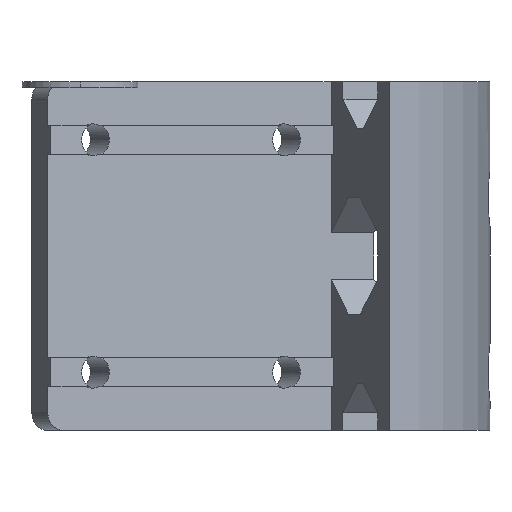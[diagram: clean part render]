
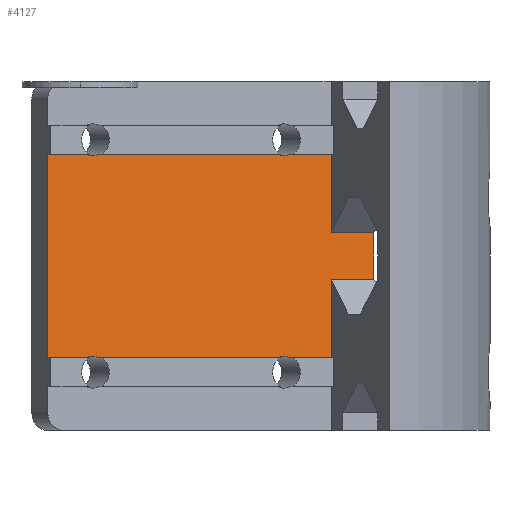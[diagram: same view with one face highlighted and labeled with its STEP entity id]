
A CAD part, left-side view. The second image highlights one B-rep face of the part: STEP entity #4127.
In plain terms, the highlighted planar face has unit normal (-0.866, -0.5, 0).
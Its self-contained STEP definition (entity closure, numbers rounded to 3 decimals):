
#17 = PLANE ( 'NONE',  #4208 ) ;
#81 = EDGE_CURVE ( 'NONE', #5106, #98, #6559, .T. ) ;
#98 = VERTEX_POINT ( 'NONE', #6178 ) ;
#133 = CARTESIAN_POINT ( 'NONE',  ( -38.289, 23.394, -47.5 ) ) ;
#158 = DIRECTION ( 'NONE',  ( 0.5, -0.866, 0. ) ) ;
#173 = DIRECTION ( 'NONE',  ( 0., 0., -1. ) ) ;
#261 = CARTESIAN_POINT ( 'NONE',  ( -20.435, -7.53, -12.5 ) ) ;
#348 = LINE ( 'NONE', #4596, #5345 ) ;
#512 = EDGE_CURVE ( 'NONE', #6080, #5328, #5078, .T. ) ;
#594 = VERTEX_POINT ( 'NONE', #901 ) ;
#647 = DIRECTION ( 'NONE',  ( -0.866, -0.5, 0. ) ) ;
#678 = ORIENTED_EDGE ( 'NONE', *, *, #8061, .F. ) ;
#742 = CIRCLE ( 'NONE', #1926, 2.75 ) ;
#827 = CARTESIAN_POINT ( 'NONE',  ( -20.435, -7.53, -12.5 ) ) ;
#841 = CARTESIAN_POINT ( 'NONE',  ( -15.156, -16.673, -34. ) ) ;
#859 = DIRECTION ( 'NONE',  ( -0.5, 0.866, 0. ) ) ;
#901 = CARTESIAN_POINT ( 'NONE',  ( -20.435, -7.53, -47.5 ) ) ;
#1004 = CARTESIAN_POINT ( 'NONE',  ( -10.926, -24., -60. ) ) ;
#1042 = CARTESIAN_POINT ( 'NONE',  ( -43.302, 32.077, -34. ) ) ;
#1215 = VECTOR ( 'NONE', #2813, 1000. ) ;
#1279 = VERTEX_POINT ( 'NONE', #2147 ) ;
#1415 = VECTOR ( 'NONE', #5314, 1000. ) ;
#1460 = ORIENTED_EDGE ( 'NONE', *, *, #1954, .F. ) ;
#1461 = VERTEX_POINT ( 'NONE', #5439 ) ;
#1625 = DIRECTION ( 'NONE',  ( 0., 0., 1. ) ) ;
#1732 = VECTOR ( 'NONE', #2534, 1000. ) ;
#1909 = EDGE_CURVE ( 'NONE', #98, #2529, #6916, .T. ) ;
#1926 = AXIS2_PLACEMENT_3D ( 'NONE', #3740, #8119, #4375 ) ;
#1954 = EDGE_CURVE ( 'NONE', #5229, #6080, #4857, .T. ) ;
#2041 = VERTEX_POINT ( 'NONE', #5211 ) ;
#2059 = VERTEX_POINT ( 'NONE', #827 ) ;
#2074 = CARTESIAN_POINT ( 'NONE',  ( -38.862, 24.387, -10. ) ) ;
#2147 = CARTESIAN_POINT ( 'NONE',  ( -10.926, -24., -34. ) ) ;
#2311 = DIRECTION ( 'NONE',  ( -0.866, -0.5, 0. ) ) ;
#2360 = LINE ( 'NONE', #261, #5687 ) ;
#2381 = VERTEX_POINT ( 'NONE', #841 ) ;
#2502 = VECTOR ( 'NONE', #2845, 1000. ) ;
#2504 = ORIENTED_EDGE ( 'NONE', *, *, #3910, .F. ) ;
#2529 = VERTEX_POINT ( 'NONE', #7064 ) ;
#2534 = DIRECTION ( 'NONE',  ( 0.5, -0.866, 0. ) ) ;
#2573 = AXIS2_PLACEMENT_3D ( 'NONE', #6070, #2311, #6697 ) ;
#2648 = EDGE_CURVE ( 'NONE', #594, #4219, #7891, .T. ) ;
#2703 = DIRECTION ( 'NONE',  ( 0.5, -0.866, 0. ) ) ;
#2813 = DIRECTION ( 'NONE',  ( 0., 0., -1. ) ) ;
#2845 = DIRECTION ( 'NONE',  ( -0.5, 0.866, 0. ) ) ;
#2879 = LINE ( 'NONE', #5952, #1215 ) ;
#2916 = DIRECTION ( 'NONE',  ( 0.5, -0.866, 0. ) ) ;
#3019 = VECTOR ( 'NONE', #4956, 1000. ) ;
#3110 = DIRECTION ( 'NONE',  ( 0., 0., -1. ) ) ;
#3152 = ORIENTED_EDGE ( 'NONE', *, *, #3286, .T. ) ;
#3286 = EDGE_CURVE ( 'NONE', #1279, #1461, #7213, .T. ) ;
#3337 = EDGE_CURVE ( 'NONE', #4219, #4635, #5155, .T. ) ;
#3458 = VERTEX_POINT ( 'NONE', #8081 ) ;
#3555 = ORIENTED_EDGE ( 'NONE', *, *, #1909, .F. ) ;
#3688 = LINE ( 'NONE', #4545, #3884 ) ;
#3740 = CARTESIAN_POINT ( 'NONE',  ( -19.862, -8.522, -50. ) ) ;
#3741 = CARTESIAN_POINT ( 'NONE',  ( -15.156, -16.673, -60. ) ) ;
#3792 = EDGE_CURVE ( 'NONE', #1461, #2529, #348, .T. ) ;
#3884 = VECTOR ( 'NONE', #173, 1000. ) ;
#3906 = DIRECTION ( 'NONE',  ( -0.866, -0.5, 0. ) ) ;
#3910 = EDGE_CURVE ( 'NONE', #2381, #2041, #2879, .T. ) ;
#3954 = ORIENTED_EDGE ( 'NONE', *, *, #5962, .F. ) ;
#4032 = EDGE_LOOP ( 'NONE', ( #7525, #3954, #5680, #1460, #5442, #5119, #4406, #7992, #678, #6685, #2504, #7176, #3152, #5473, #3555, #5302 ) ) ;
#4047 = LINE ( 'NONE', #1042, #7182 ) ;
#4076 = DIRECTION ( 'NONE',  ( -0.5, 0.866, 0. ) ) ;
#4127 = ADVANCED_FACE ( 'NONE', ( #7585 ), #17, .T. ) ;
#4142 = CARTESIAN_POINT ( 'NONE',  ( -39.435, 25.379, -12.5 ) ) ;
#4177 = LINE ( 'NONE', #7243, #2502 ) ;
#4208 = AXIS2_PLACEMENT_3D ( 'NONE', #4396, #647, #5034 ) ;
#4219 = VERTEX_POINT ( 'NONE', #133 ) ;
#4375 = DIRECTION ( 'NONE',  ( 0.5, -0.866, 0. ) ) ;
#4396 = CARTESIAN_POINT ( 'NONE',  ( -43.302, 32.077, -60. ) ) ;
#4406 = ORIENTED_EDGE ( 'NONE', *, *, #3337, .F. ) ;
#4545 = CARTESIAN_POINT ( 'NONE',  ( -43.302, 32.077, -60. ) ) ;
#4596 = CARTESIAN_POINT ( 'NONE',  ( -43.302, 32.077, -26. ) ) ;
#4604 = DIRECTION ( 'NONE',  ( 0.5, -0.866, 0. ) ) ;
#4635 = VERTEX_POINT ( 'NONE', #5620 ) ;
#4857 = LINE ( 'NONE', #5665, #1732 ) ;
#4956 = DIRECTION ( 'NONE',  ( 0.5, -0.866, 0. ) ) ;
#5012 = LINE ( 'NONE', #5941, #6494 ) ;
#5034 = DIRECTION ( 'NONE',  ( 0.5, -0.866, 0. ) ) ;
#5065 = EDGE_CURVE ( 'NONE', #2381, #1279, #4047, .T. ) ;
#5078 = CIRCLE ( 'NONE', #6555, 2.75 ) ;
#5106 = VERTEX_POINT ( 'NONE', #5474 ) ;
#5119 = ORIENTED_EDGE ( 'NONE', *, *, #7801, .F. ) ;
#5155 = CIRCLE ( 'NONE', #2573, 2.75 ) ;
#5211 = CARTESIAN_POINT ( 'NONE',  ( -15.156, -16.673, -47.5 ) ) ;
#5229 = VERTEX_POINT ( 'NONE', #6341 ) ;
#5278 = EDGE_CURVE ( 'NONE', #2059, #5106, #7470, .T. ) ;
#5302 = ORIENTED_EDGE ( 'NONE', *, *, #81, .F. ) ;
#5314 = DIRECTION ( 'NONE',  ( -0.5, 0.866, 0. ) ) ;
#5328 = VERTEX_POINT ( 'NONE', #5864 ) ;
#5345 = VECTOR ( 'NONE', #859, 1000. ) ;
#5381 = EDGE_CURVE ( 'NONE', #2041, #3458, #5012, .T. ) ;
#5439 = CARTESIAN_POINT ( 'NONE',  ( -10.926, -24., -26. ) ) ;
#5442 = ORIENTED_EDGE ( 'NONE', *, *, #7634, .T. ) ;
#5473 = ORIENTED_EDGE ( 'NONE', *, *, #3792, .T. ) ;
#5474 = CARTESIAN_POINT ( 'NONE',  ( -19.289, -9.514, -12.5 ) ) ;
#5547 = VECTOR ( 'NONE', #1625, 1000. ) ;
#5620 = CARTESIAN_POINT ( 'NONE',  ( -39.435, 25.379, -47.5 ) ) ;
#5665 = CARTESIAN_POINT ( 'NONE',  ( -39.435, 25.379, -12.5 ) ) ;
#5680 = ORIENTED_EDGE ( 'NONE', *, *, #512, .F. ) ;
#5687 = VECTOR ( 'NONE', #4604, 1000. ) ;
#5864 = CARTESIAN_POINT ( 'NONE',  ( -38.289, 23.394, -12.5 ) ) ;
#5941 = CARTESIAN_POINT ( 'NONE',  ( -15.156, -16.673, -47.5 ) ) ;
#5952 = CARTESIAN_POINT ( 'NONE',  ( -15.156, -16.673, -60. ) ) ;
#5962 = EDGE_CURVE ( 'NONE', #5328, #2059, #2360, .T. ) ;
#6070 = CARTESIAN_POINT ( 'NONE',  ( -38.862, 24.387, -50. ) ) ;
#6080 = VERTEX_POINT ( 'NONE', #4142 ) ;
#6178 = CARTESIAN_POINT ( 'NONE',  ( -15.156, -16.673, -12.5 ) ) ;
#6341 = CARTESIAN_POINT ( 'NONE',  ( -43.302, 32.077, -12.5 ) ) ;
#6464 = DIRECTION ( 'NONE',  ( -0.866, -0.5, 0. ) ) ;
#6489 = VERTEX_POINT ( 'NONE', #7497 ) ;
#6494 = VECTOR ( 'NONE', #4076, 1000. ) ;
#6555 = AXIS2_PLACEMENT_3D ( 'NONE', #2074, #6464, #2703 ) ;
#6559 = LINE ( 'NONE', #7440, #3019 ) ;
#6571 = CARTESIAN_POINT ( 'NONE',  ( -20.435, -7.53, -47.5 ) ) ;
#6685 = ORIENTED_EDGE ( 'NONE', *, *, #5381, .F. ) ;
#6697 = DIRECTION ( 'NONE',  ( 0.5, -0.866, 0. ) ) ;
#6916 = LINE ( 'NONE', #3741, #7122 ) ;
#7064 = CARTESIAN_POINT ( 'NONE',  ( -15.156, -16.673, -26. ) ) ;
#7122 = VECTOR ( 'NONE', #3110, 1000. ) ;
#7176 = ORIENTED_EDGE ( 'NONE', *, *, #5065, .T. ) ;
#7182 = VECTOR ( 'NONE', #2916, 1000. ) ;
#7213 = LINE ( 'NONE', #1004, #5547 ) ;
#7243 = CARTESIAN_POINT ( 'NONE',  ( -39.435, 25.379, -47.5 ) ) ;
#7371 = AXIS2_PLACEMENT_3D ( 'NONE', #7663, #3906, #158 ) ;
#7440 = CARTESIAN_POINT ( 'NONE',  ( -15.156, -16.673, -12.5 ) ) ;
#7470 = CIRCLE ( 'NONE', #7371, 2.75 ) ;
#7497 = CARTESIAN_POINT ( 'NONE',  ( -43.302, 32.077, -47.5 ) ) ;
#7525 = ORIENTED_EDGE ( 'NONE', *, *, #5278, .F. ) ;
#7585 = FACE_OUTER_BOUND ( 'NONE', #4032, .T. ) ;
#7634 = EDGE_CURVE ( 'NONE', #5229, #6489, #3688, .T. ) ;
#7663 = CARTESIAN_POINT ( 'NONE',  ( -19.862, -8.522, -10. ) ) ;
#7801 = EDGE_CURVE ( 'NONE', #4635, #6489, #4177, .T. ) ;
#7891 = LINE ( 'NONE', #6571, #1415 ) ;
#7992 = ORIENTED_EDGE ( 'NONE', *, *, #2648, .F. ) ;
#8061 = EDGE_CURVE ( 'NONE', #3458, #594, #742, .T. ) ;
#8081 = CARTESIAN_POINT ( 'NONE',  ( -19.289, -9.514, -47.5 ) ) ;
#8119 = DIRECTION ( 'NONE',  ( -0.866, -0.5, 0. ) ) ;
